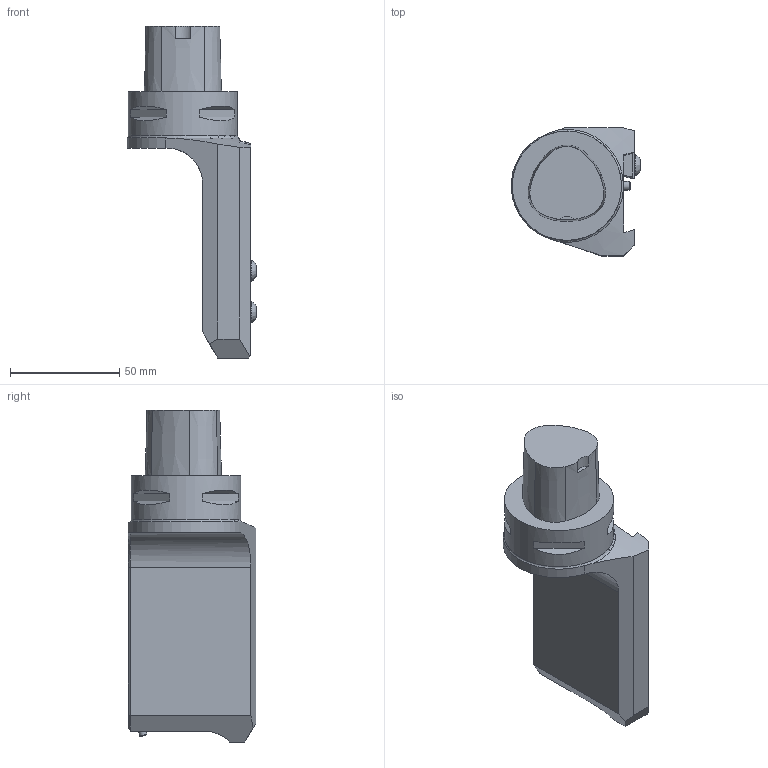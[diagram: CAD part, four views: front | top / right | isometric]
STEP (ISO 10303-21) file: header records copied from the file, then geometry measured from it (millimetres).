
FILE_DESCRIPTION(/* description */ (''),/* implementation_level */ '2;1');
FILE_NAME(/* name */ '1524213775140.stp',/* time_stamp */ '2018-04-20T10:43:04+02:00',/* author */ (''),/* organization */ ('SMS'),/* preprocessor_version */ 'ST-DEVELOPER v15',/* originating_system */ 'SIEMENS PLM Software NX 8.5',/* authorisation */ '');
FILE_SCHEMA (('AUTOMOTIVE_DESIGN { 1 0 10303 214 3 1 1 1 }'));
Length unit declared in the file: millimetre
Products named in the file (1): 112030230mod000_00
Bounding box: 59.16 x 58.5 x 152 mm (x, y, z)
Volume: 184479.5 mm3; surface area: 27665.8 mm2
Topology: 1 solids, 1 shells, 80 faces, 201 edges, 134 vertices
Faces by surface type: plane 56, cone 11, cylinder 10, bspline 2, torus 1
Full cylindrical faces by diameter (mm): 3.3 x1, 4 x1, 9.5 x2, 50 x1
Entity records: 2463 total; most frequent: CARTESIAN_POINT 526, DIRECTION 388, ORIENTED_EDGE 378, EDGE_CURVE 189, AXIS2_PLACEMENT_3D 136, VERTEX_POINT 129, LINE 116, VECTOR 116
